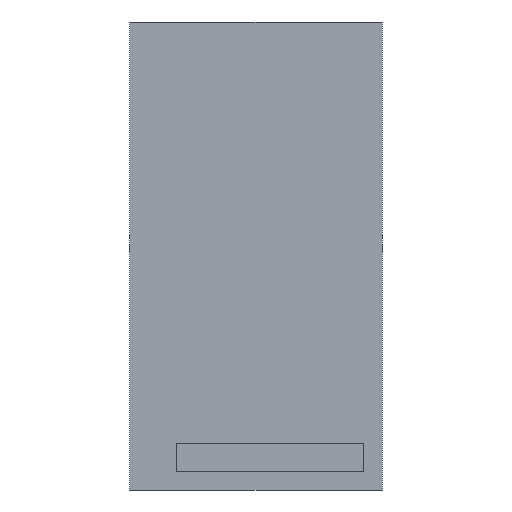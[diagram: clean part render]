
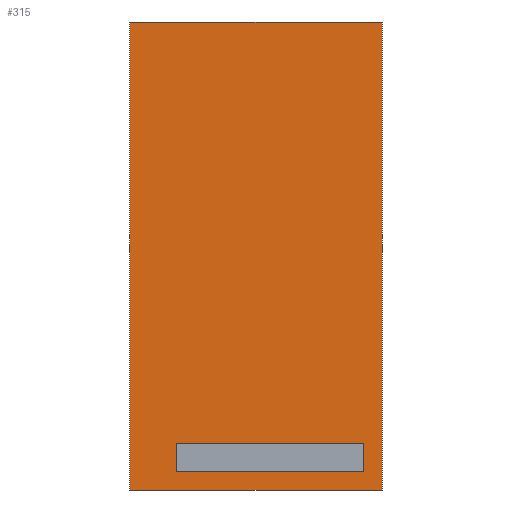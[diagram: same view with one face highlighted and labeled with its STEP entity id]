
A CAD part, front view. The second image highlights one B-rep face of the part: STEP entity #315.
In plain terms, the highlighted planar face has unit normal (0, -1, 0).
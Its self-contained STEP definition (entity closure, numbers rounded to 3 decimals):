
#24=FACE_BOUND('',#63,.T.);
#42=FACE_OUTER_BOUND('',#62,.T.);
#62=EDGE_LOOP('',(#273,#274,#275,#276));
#63=EDGE_LOOP('',(#277,#278,#279,#280));
#64=LINE('',#440,#101);
#68=LINE('',#448,#105);
#71=LINE('',#454,#108);
#74=LINE('',#459,#111);
#88=LINE('',#490,#125);
#92=LINE('',#498,#129);
#95=LINE('',#504,#132);
#98=LINE('',#509,#135);
#101=VECTOR('',#358,10.);
#105=VECTOR('',#364,10.);
#108=VECTOR('',#369,10.);
#111=VECTOR('',#374,10.);
#125=VECTOR('',#402,10.);
#129=VECTOR('',#408,10.);
#132=VECTOR('',#413,10.);
#135=VECTOR('',#418,10.);
#138=VERTEX_POINT('',#438);
#139=VERTEX_POINT('',#439);
#142=VERTEX_POINT('',#447);
#144=VERTEX_POINT('',#453);
#154=VERTEX_POINT('',#488);
#155=VERTEX_POINT('',#489);
#158=VERTEX_POINT('',#497);
#160=VERTEX_POINT('',#503);
#164=EDGE_CURVE('',#138,#139,#64,.T.);
#168=EDGE_CURVE('',#142,#138,#68,.T.);
#171=EDGE_CURVE('',#139,#144,#71,.T.);
#174=EDGE_CURVE('',#144,#142,#74,.T.);
#188=EDGE_CURVE('',#154,#155,#88,.T.);
#192=EDGE_CURVE('',#155,#158,#92,.T.);
#195=EDGE_CURVE('',#158,#160,#95,.T.);
#198=EDGE_CURVE('',#160,#154,#98,.T.);
#273=ORIENTED_EDGE('',*,*,#198,.T.);
#274=ORIENTED_EDGE('',*,*,#188,.T.);
#275=ORIENTED_EDGE('',*,*,#192,.T.);
#276=ORIENTED_EDGE('',*,*,#195,.T.);
#277=ORIENTED_EDGE('',*,*,#168,.T.);
#278=ORIENTED_EDGE('',*,*,#164,.T.);
#279=ORIENTED_EDGE('',*,*,#171,.T.);
#280=ORIENTED_EDGE('',*,*,#174,.T.);
#297=PLANE('',#350);
#315=ADVANCED_FACE('',(#42,#24),#297,.F.);
#350=AXIS2_PLACEMENT_3D('',#519,#431,#432);
#358=DIRECTION('',(0.,0.,-1.));
#364=DIRECTION('',(1.,0.,0.));
#369=DIRECTION('',(-1.,0.,0.));
#374=DIRECTION('',(0.,0.,1.));
#402=DIRECTION('',(0.,0.,-1.));
#408=DIRECTION('',(1.,0.,0.));
#413=DIRECTION('',(0.,0.,1.));
#418=DIRECTION('',(-1.,0.,0.));
#431=DIRECTION('center_axis',(0.,1.,0.));
#432=DIRECTION('ref_axis',(1.,0.,0.));
#438=CARTESIAN_POINT('',(25.,0.,5.));
#439=CARTESIAN_POINT('',(25.,0.,2.));
#440=CARTESIAN_POINT('',(25.,0.,20.5));
#447=CARTESIAN_POINT('',(5.,0.,5.));
#448=CARTESIAN_POINT('',(19.25,0.,5.));
#453=CARTESIAN_POINT('',(5.,0.,2.));
#454=CARTESIAN_POINT('',(9.25,0.,2.));
#459=CARTESIAN_POINT('',(5.,0.,22.));
#488=CARTESIAN_POINT('',(0.,0.,50.));
#489=CARTESIAN_POINT('',(0.,0.,0.));
#490=CARTESIAN_POINT('',(0.,0.,50.));
#497=CARTESIAN_POINT('',(27.,0.,0.));
#498=CARTESIAN_POINT('',(0.,0.,0.));
#503=CARTESIAN_POINT('',(27.,0.,50.));
#504=CARTESIAN_POINT('',(27.,0.,0.));
#509=CARTESIAN_POINT('',(27.,0.,50.));
#519=CARTESIAN_POINT('Origin',(13.5,0.,39.));
